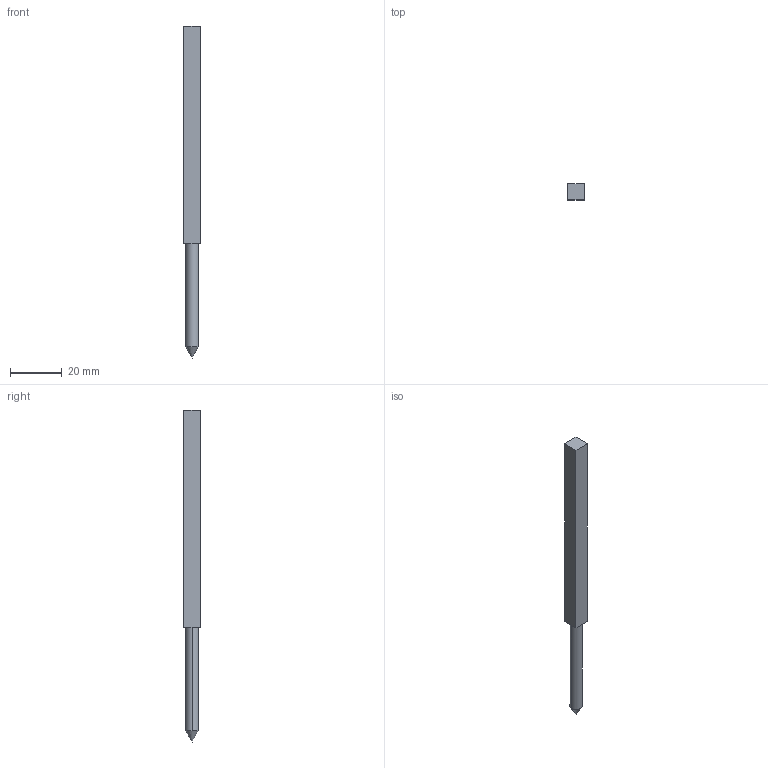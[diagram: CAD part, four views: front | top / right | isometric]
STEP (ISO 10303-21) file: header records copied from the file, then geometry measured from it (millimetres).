
FILE_DESCRIPTION (( 'STEP AP214' ), '1' );
FILE_NAME ('earbar_kopf.STEP', '2021-02-23T20:40:54', ( '' ), ( '' ), 'SwSTEP 2.0', 'SolidWorks 2020', '' );
FILE_SCHEMA (( 'AUTOMOTIVE_DESIGN' ));
Length unit declared in the file: inch
Products named in the file (1): earbar_kopf
Bounding box: 6.26 x 6.25 x 128.47 mm (x, y, z)
Volume: 4105.4 mm3; surface area: 2831.3 mm2
Topology: 1 solids, 1 shells, 10 faces, 22 edges, 13 vertices
Faces by surface type: plane 6, cone 2, cylinder 2
Entity records: 300 total; most frequent: DIRECTION 46, CARTESIAN_POINT 44, ORIENTED_EDGE 40, EDGE_CURVE 20, VECTOR 16, LINE 16, AXIS2_PLACEMENT_3D 15, VERTEX_POINT 13
